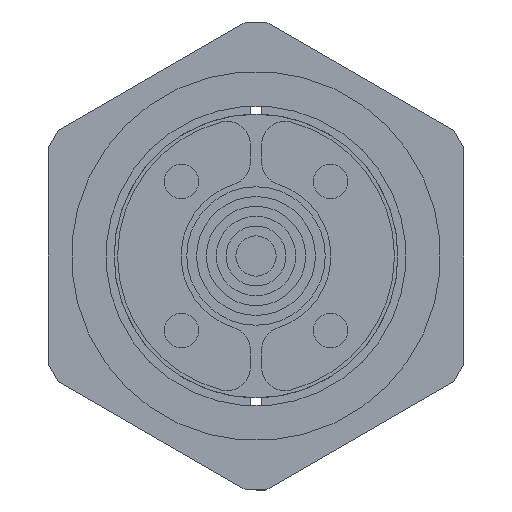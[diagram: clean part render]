
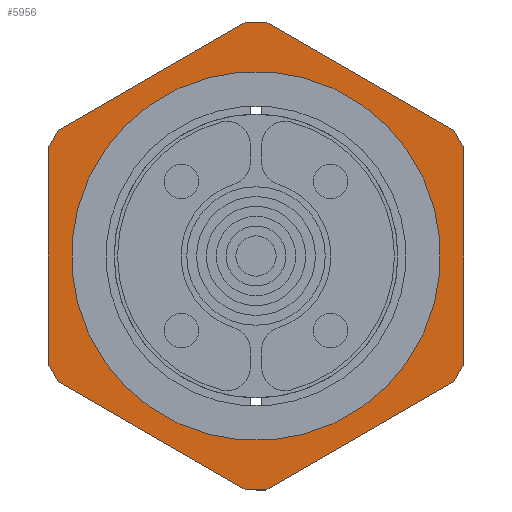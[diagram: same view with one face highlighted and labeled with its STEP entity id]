
A CAD part, left-side view. The second image highlights one B-rep face of the part: STEP entity #5956.
In plain terms, the highlighted face is planar.
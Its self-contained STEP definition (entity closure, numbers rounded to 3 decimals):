
#5488=CARTESIAN_POINT('',(-16.0,0.,14.0));
#5489=VERTEX_POINT('',#5488);
#5498=CARTESIAN_POINT('',(16.0,0.,14.0));
#5499=VERTEX_POINT('',#5498);
#5500=CARTESIAN_POINT('',(0.0,0.0,14.0));
#5501=DIRECTION('',(0.0,0.0,1.0));
#5502=DIRECTION('',(-1.0,0.0,0.0));
#5503=AXIS2_PLACEMENT_3D('',#5500,#5501,#5502);
#5504=CIRCLE('',#5503,16.0);
#5505=EDGE_CURVE('',#5489,#5499,#5504,.T.);
#5530=CARTESIAN_POINT('',(-4.414,19.818,14.0));
#5531=VERTEX_POINT('',#5530);
#5532=CARTESIAN_POINT('',(13.731,14.956,14.0));
#5533=VERTEX_POINT('',#5532);
#5534=CARTESIAN_POINT('',(-4.414,19.818,14.0));
#5535=DIRECTION('',(0.966,-0.259,0.0));
#5536=VECTOR('',#5535,18.785);
#5537=LINE('',#5534,#5536);
#5538=EDGE_CURVE('',#5531,#5533,#5537,.T.);
#5570=CARTESIAN_POINT('',(14.956,13.731,14.0));
#5571=VERTEX_POINT('',#5570);
#5572=CARTESIAN_POINT('',(13.731,14.956,14.0));
#5573=DIRECTION('',(0.707,-0.707,0.0));
#5574=VECTOR('',#5573,1.732);
#5575=LINE('',#5572,#5574);
#5576=EDGE_CURVE('',#5533,#5571,#5575,.T.);
#5601=CARTESIAN_POINT('',(19.818,-4.414,14.0));
#5602=VERTEX_POINT('',#5601);
#5603=CARTESIAN_POINT('',(14.956,13.731,14.0));
#5604=DIRECTION('',(0.259,-0.966,0.0));
#5605=VECTOR('',#5604,18.785);
#5606=LINE('',#5603,#5605);
#5607=EDGE_CURVE('',#5571,#5602,#5606,.T.);
#5632=CARTESIAN_POINT('',(19.369,-6.087,14.0));
#5633=VERTEX_POINT('',#5632);
#5634=CARTESIAN_POINT('',(19.818,-4.414,14.0));
#5635=DIRECTION('',(-0.259,-0.966,0.0));
#5636=VECTOR('',#5635,1.732);
#5637=LINE('',#5634,#5636);
#5638=EDGE_CURVE('',#5602,#5633,#5637,.T.);
#5663=CARTESIAN_POINT('',(6.087,-19.369,14.0));
#5664=VERTEX_POINT('',#5663);
#5665=CARTESIAN_POINT('',(19.369,-6.087,14.0));
#5666=DIRECTION('',(-0.707,-0.707,0.0));
#5667=VECTOR('',#5666,18.785);
#5668=LINE('',#5665,#5667);
#5669=EDGE_CURVE('',#5633,#5664,#5668,.T.);
#5694=CARTESIAN_POINT('',(4.414,-19.818,14.0));
#5695=VERTEX_POINT('',#5694);
#5696=CARTESIAN_POINT('',(6.087,-19.369,14.0));
#5697=DIRECTION('',(-0.966,-0.259,0.0));
#5698=VECTOR('',#5697,1.732);
#5699=LINE('',#5696,#5698);
#5700=EDGE_CURVE('',#5664,#5695,#5699,.T.);
#5725=CARTESIAN_POINT('',(-13.731,-14.956,14.0));
#5726=VERTEX_POINT('',#5725);
#5727=CARTESIAN_POINT('',(4.414,-19.818,14.0));
#5728=DIRECTION('',(-0.966,0.259,0.0));
#5729=VECTOR('',#5728,18.785);
#5730=LINE('',#5727,#5729);
#5731=EDGE_CURVE('',#5695,#5726,#5730,.T.);
#5756=CARTESIAN_POINT('',(-14.956,-13.731,14.0));
#5757=VERTEX_POINT('',#5756);
#5758=CARTESIAN_POINT('',(-13.731,-14.956,14.0));
#5759=DIRECTION('',(-0.707,0.707,0.0));
#5760=VECTOR('',#5759,1.732);
#5761=LINE('',#5758,#5760);
#5762=EDGE_CURVE('',#5726,#5757,#5761,.T.);
#5787=CARTESIAN_POINT('',(-19.818,4.414,14.0));
#5788=VERTEX_POINT('',#5787);
#5789=CARTESIAN_POINT('',(-14.956,-13.731,14.0));
#5790=DIRECTION('',(-0.259,0.966,0.0));
#5791=VECTOR('',#5790,18.785);
#5792=LINE('',#5789,#5791);
#5793=EDGE_CURVE('',#5757,#5788,#5792,.T.);
#5818=CARTESIAN_POINT('',(-19.369,6.087,14.0));
#5819=VERTEX_POINT('',#5818);
#5820=CARTESIAN_POINT('',(-19.818,4.414,14.0));
#5821=DIRECTION('',(0.259,0.966,0.0));
#5822=VECTOR('',#5821,1.732);
#5823=LINE('',#5820,#5822);
#5824=EDGE_CURVE('',#5788,#5819,#5823,.T.);
#5849=CARTESIAN_POINT('',(-6.087,19.369,14.0));
#5850=VERTEX_POINT('',#5849);
#5851=CARTESIAN_POINT('',(-19.369,6.087,14.0));
#5852=DIRECTION('',(0.707,0.707,0.0));
#5853=VECTOR('',#5852,18.785);
#5854=LINE('',#5851,#5853);
#5855=EDGE_CURVE('',#5819,#5850,#5854,.T.);
#5880=CARTESIAN_POINT('',(-6.087,19.369,14.0));
#5881=DIRECTION('',(0.966,0.259,0.0));
#5882=VECTOR('',#5881,1.732);
#5883=LINE('',#5880,#5882);
#5884=EDGE_CURVE('',#5850,#5531,#5883,.T.);
#5927=CARTESIAN_POINT('',(0.,0.,14.0));
#5928=DIRECTION('',(0.0,0.0,1.0));
#5929=DIRECTION('',(1.0,0.0,0.0));
#5930=AXIS2_PLACEMENT_3D('',#5927,#5928,#5929);
#5931=PLANE('',#5930);
#5932=ORIENTED_EDGE('',*,*,#5538,.F.);
#5933=ORIENTED_EDGE('',*,*,#5884,.F.);
#5934=ORIENTED_EDGE('',*,*,#5855,.F.);
#5935=ORIENTED_EDGE('',*,*,#5824,.F.);
#5936=ORIENTED_EDGE('',*,*,#5793,.F.);
#5937=ORIENTED_EDGE('',*,*,#5762,.F.);
#5938=ORIENTED_EDGE('',*,*,#5731,.F.);
#5939=ORIENTED_EDGE('',*,*,#5700,.F.);
#5940=ORIENTED_EDGE('',*,*,#5669,.F.);
#5941=ORIENTED_EDGE('',*,*,#5638,.F.);
#5942=ORIENTED_EDGE('',*,*,#5607,.F.);
#5943=ORIENTED_EDGE('',*,*,#5576,.F.);
#5944=EDGE_LOOP('',(#5932,#5933,#5934,#5935,#5936,#5937,#5938,#5939,#5940,#5941,#5942,#5943));
#5945=FACE_OUTER_BOUND('',#5944,.T.);
#5946=CARTESIAN_POINT('',(0.0,0.0,14.0));
#5947=DIRECTION('',(0.0,0.0,1.0));
#5948=DIRECTION('',(-1.0,0.0,0.0));
#5949=AXIS2_PLACEMENT_3D('',#5946,#5947,#5948);
#5950=CIRCLE('',#5949,16.0);
#5951=EDGE_CURVE('',#5499,#5489,#5950,.T.);
#5952=ORIENTED_EDGE('',*,*,#5951,.F.);
#5953=ORIENTED_EDGE('',*,*,#5505,.F.);
#5954=EDGE_LOOP('',(#5952,#5953));
#5955=FACE_BOUND('',#5954,.T.);
#5956=ADVANCED_FACE('',(#5945,#5955),#5931,.T.);
